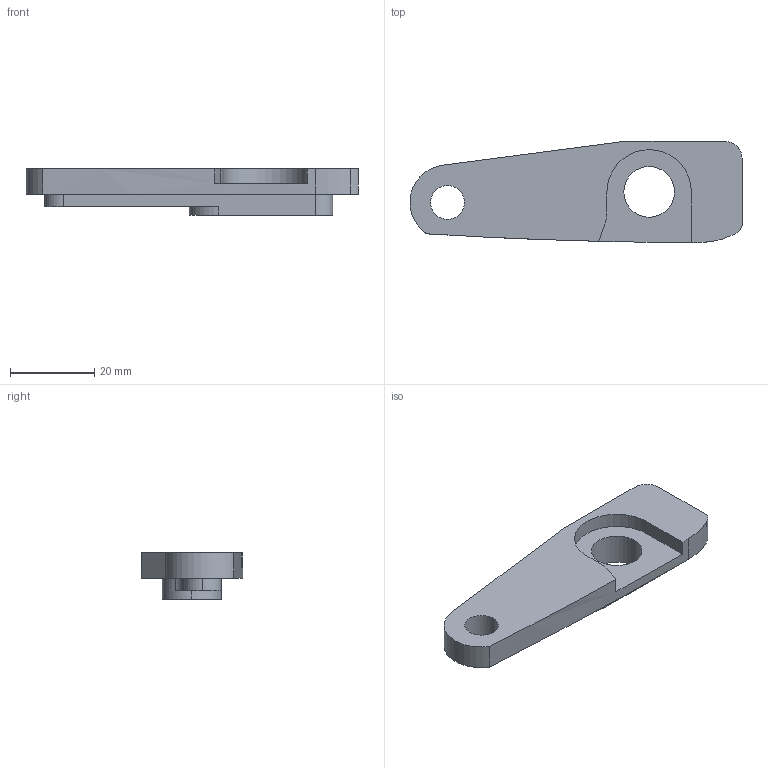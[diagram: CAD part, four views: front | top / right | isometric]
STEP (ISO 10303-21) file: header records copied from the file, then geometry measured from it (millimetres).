
FILE_DESCRIPTION (( 'STEP AP214' ), '1' );
FILE_NAME ('DR4066.STEP', '2020-09-11T20:00:45', ( '' ), ( '' ), 'SwSTEP 2.0', 'SolidWorks 2020', '' );
FILE_SCHEMA (( 'AUTOMOTIVE_DESIGN' ));
Length unit declared in the file: inch
Products named in the file (1): DR4066
Bounding box: 78.67 x 23.94 x 11 mm (x, y, z)
Volume: 9901.7 mm3; surface area: 5511.7 mm2
Topology: 1 solids, 1 shells, 45 faces, 123 edges, 82 vertices
Faces by surface type: plane 24, cylinder 21
Entity records: 1490 total; most frequent: DIRECTION 260, CARTESIAN_POINT 251, ORIENTED_EDGE 246, EDGE_CURVE 123, AXIS2_PLACEMENT_3D 91, VERTEX_POINT 82, LINE 78, VECTOR 78
